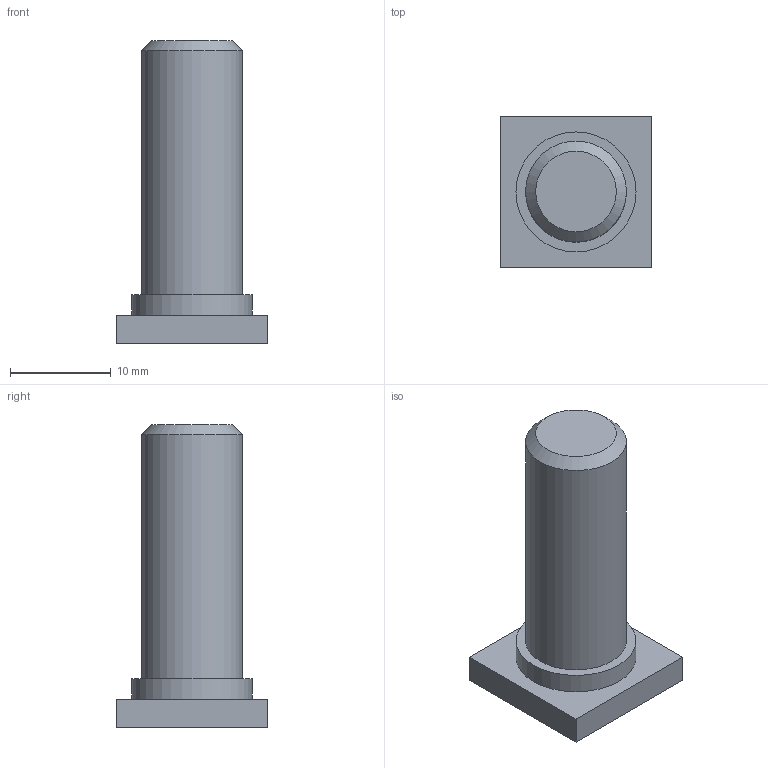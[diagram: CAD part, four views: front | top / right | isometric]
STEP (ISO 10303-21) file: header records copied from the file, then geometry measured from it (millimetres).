
FILE_DESCRIPTION((''),'2;1');
FILE_NAME('1500_18F.stp','2007-02-26T14:52:54',('valotma1'),(''),'Autodesk Inventor 11','Autodesk Inventor 11','');
FILE_SCHEMA(('AUTOMOTIVE_DESIGN { 1 0 10303 214 1 1 1 1 }'));
Length unit declared in the file: millimetre
Products named in the file (1): 1500_18F
Bounding box: 15 x 15 x 30 mm (x, y, z)
Volume: 2817 mm3; surface area: 1464.7 mm2
Topology: 1 solids, 1 shells, 11 faces, 20 edges, 13 vertices
Faces by surface type: plane 8, cylinder 2, cone 1
Full cylindrical faces by diameter (mm): 10 x1, 11.9 x1
Entity records: 279 total; most frequent: DIRECTION 46, CARTESIAN_POINT 42, ORIENTED_EDGE 34, AXIS2_PLACEMENT_3D 17, EDGE_CURVE 17, EDGE_LOOP 16, VERTEX_POINT 13, VECTOR 12
